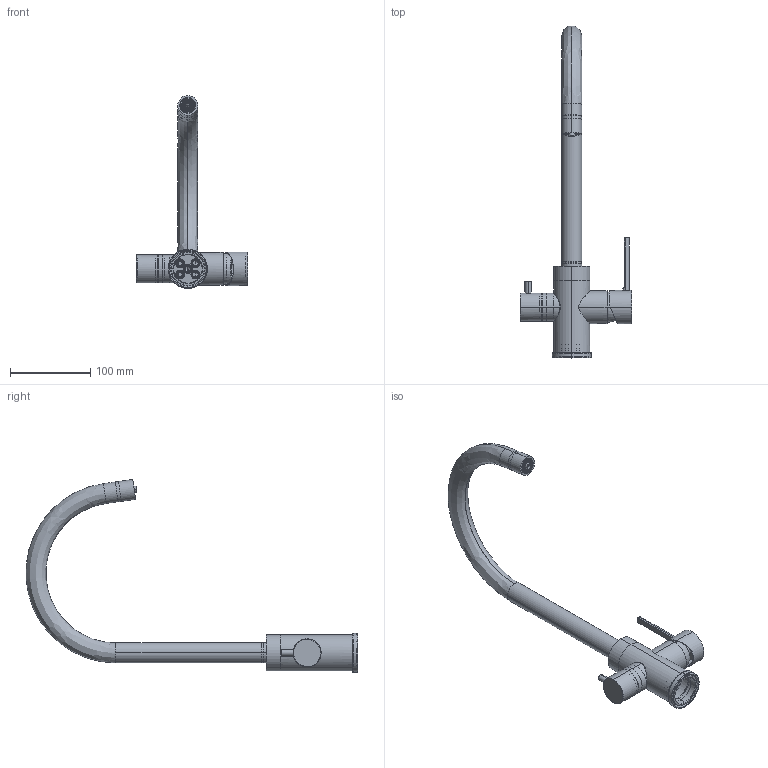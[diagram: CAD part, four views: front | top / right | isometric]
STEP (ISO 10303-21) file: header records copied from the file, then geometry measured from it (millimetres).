
FILE_DESCRIPTION (( 'STEP AP203' ), '1' );
FILE_NAME ('38EP12924.STEP', '2025-11-21T12:00:41', ( '' ), ( '' ), 'SwSTEP 2.0', 'SolidWorks 2021', '' );
FILE_SCHEMA (( 'CONFIG_CONTROL_DESIGN' ));
Length unit declared in the file: millimetre
Products named in the file (1): 38EP12924
Bounding box: 139.5 x 414.43 x 241.06 mm (x, y, z)
Surface area: 170277.5 mm2 (no closed solid volume)
Topology: 0 solids, 35 shells, 1363 faces, 3534 edges, 2348 vertices
Faces by surface type: plane 849, cylinder 334, cone 103, bspline 73, torus 4
Entity records: 52347 total; most frequent: CARTESIAN_POINT 19403, ORIENTED_EDGE 7006, DIRECTION 6352, EDGE_CURVE 3531, VERTEX_POINT 2349, VECTOR 2286, LINE 2286, AXIS2_PLACEMENT_3D 2033
